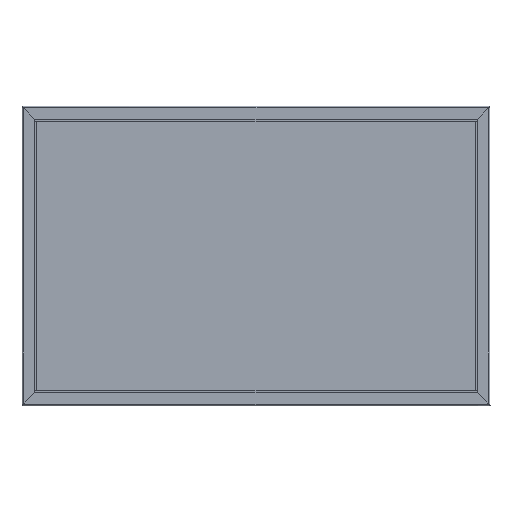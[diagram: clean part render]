
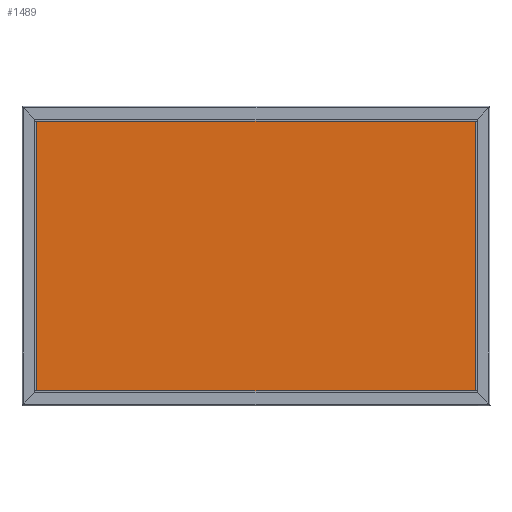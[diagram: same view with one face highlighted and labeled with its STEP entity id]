
A CAD part, top view. The second image highlights one B-rep face of the part: STEP entity #1489.
In plain terms, the highlighted planar face has unit normal (0, 0, 1).
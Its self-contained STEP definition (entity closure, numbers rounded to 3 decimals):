
#203=FACE_OUTER_BOUND('',#285,.T.);
#285=EDGE_LOOP('',(#1035,#1036,#1037,#1038));
#369=LINE('',#2356,#525);
#372=LINE('',#2362,#528);
#375=LINE('',#2368,#531);
#378=LINE('',#2372,#534);
#525=VECTOR('',#1881,10.);
#528=VECTOR('',#1886,10.);
#531=VECTOR('',#1891,10.);
#534=VECTOR('',#1896,10.);
#681=VERTEX_POINT('',#2353);
#682=VERTEX_POINT('',#2355);
#684=VERTEX_POINT('',#2361);
#686=VERTEX_POINT('',#2367);
#817=EDGE_CURVE('',#682,#681,#369,.T.);
#820=EDGE_CURVE('',#684,#682,#372,.T.);
#823=EDGE_CURVE('',#686,#684,#375,.T.);
#826=EDGE_CURVE('',#681,#686,#378,.T.);
#1035=ORIENTED_EDGE('',*,*,#826,.T.);
#1036=ORIENTED_EDGE('',*,*,#823,.T.);
#1037=ORIENTED_EDGE('',*,*,#820,.T.);
#1038=ORIENTED_EDGE('',*,*,#817,.T.);
#1431=PLANE('',#1720);
#1489=ADVANCED_FACE('',(#203),#1431,.T.);
#1720=AXIS2_PLACEMENT_3D('',#2373,#1897,#1898);
#1881=DIRECTION('',(0.,-1.,0.));
#1886=DIRECTION('',(-1.,0.,0.));
#1891=DIRECTION('',(0.,1.,0.));
#1896=DIRECTION('',(1.,0.,0.));
#1897=DIRECTION('center_axis',(0.,0.,1.));
#1898=DIRECTION('ref_axis',(1.,0.,0.));
#2353=CARTESIAN_POINT('',(-1200.,-750.,8.));
#2355=CARTESIAN_POINT('',(-1200.,750.,8.));
#2356=CARTESIAN_POINT('',(-1200.,750.,8.));
#2361=CARTESIAN_POINT('',(1200.,750.,8.));
#2362=CARTESIAN_POINT('',(1200.,750.,8.));
#2367=CARTESIAN_POINT('',(1200.,-750.,8.));
#2368=CARTESIAN_POINT('',(1200.,-750.,8.));
#2372=CARTESIAN_POINT('',(-1200.,-750.,8.));
#2373=CARTESIAN_POINT('Origin',(0.,0.,8.));
